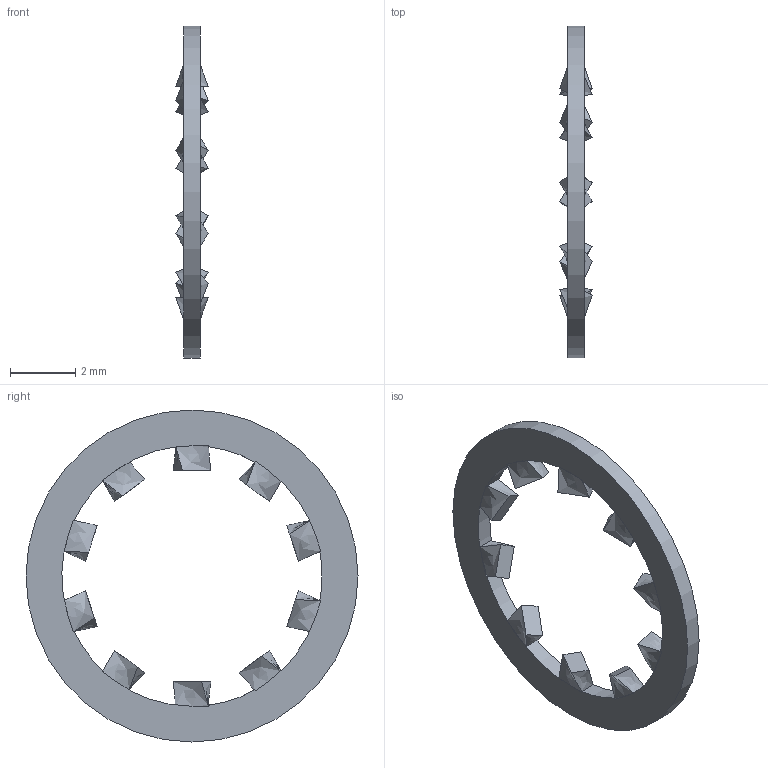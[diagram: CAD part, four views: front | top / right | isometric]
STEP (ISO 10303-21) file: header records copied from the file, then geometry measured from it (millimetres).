
FILE_DESCRIPTION(/* description */ (''),/* implementation_level */ '2;1');
FILE_NAME(/* name */ 'AMPHENOL_901-10138_1.stp',/* time_stamp */ '2017-05-15T14:05:55+02:00',/* author */ ('bcivel'),/* organization */ ('SolidWorks'),/* preprocessor_version */ 'ST-DEVELOPER v16.1',/* originating_system */ 'AutoCAD Mechanical',/* authorisation */ ' ');
FILE_SCHEMA (('AUTOMOTIVE_DESIGN { 1 0 10303 214 3 1 1 }'));
Length unit declared in the file: millimetre
Products named in the file (1): Product
Bounding box: 1 x 10.2 x 10.2 mm (x, y, z)
Volume: 19.4 mm3; surface area: 114.7 mm2
Topology: 1 solids, 1 shells, 108 faces, 323 edges, 217 vertices
Faces by surface type: bspline 73, plane 32, cylinder 3
Full cylindrical faces by diameter (mm): 10.2 x1
Entity records: 4798 total; most frequent: CARTESIAN_POINT 2358, ORIENTED_EDGE 644, EDGE_CURVE 322, DIRECTION 256, VERTEX_POINT 217, LINE 160, VECTOR 160, B_SPLINE_CURVE_WITH_KNOTS 150
